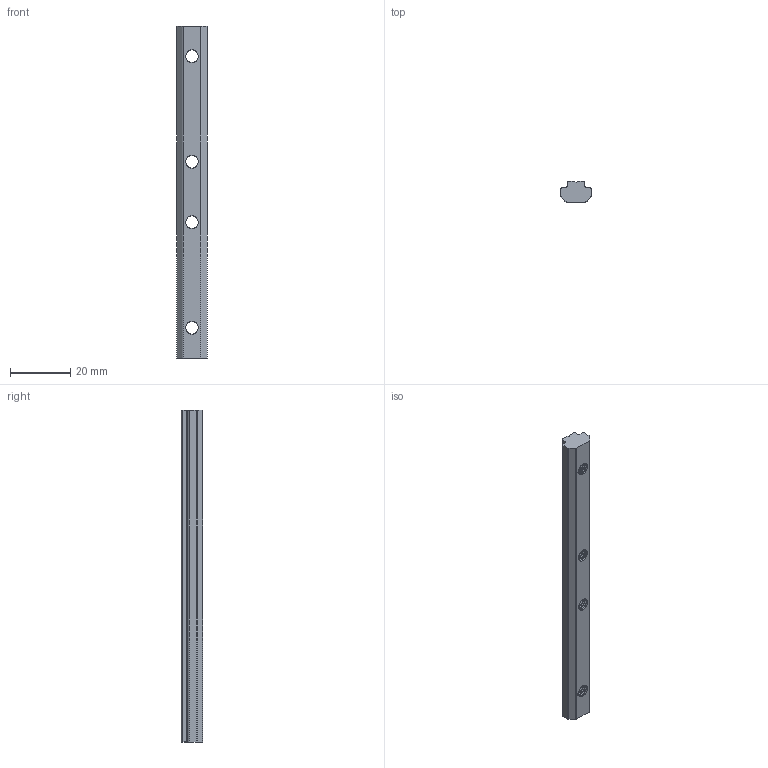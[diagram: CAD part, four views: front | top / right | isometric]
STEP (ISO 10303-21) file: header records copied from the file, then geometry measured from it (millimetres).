
FILE_DESCRIPTION (( 'STEP AP214' ), '1' );
FILE_NAME ('30槽条连接件（国标）.STEP', '2019-07-26T00:47:23', ( '微软用户' ), ( '微软中国' ), 'SwSTEP 2.0', 'SolidWorks 2015', '' );
FILE_SCHEMA (( 'AUTOMOTIVE_DESIGN' ));
Length unit declared in the file: millimetre
Products named in the file (1): 30羞沭蟀諉璃ㄗ弊梓ㄘ
Bounding box: 10 x 7 x 110 mm (x, y, z)
Volume: 5672 mm3; surface area: 4005.2 mm2
Topology: 1 solids, 1 shells, 354 faces, 1033 edges, 686 vertices
Faces by surface type: cylinder 157, plane 153, bspline 44
Entity records: 22211 total; most frequent: CARTESIAN_POINT 13746, ORIENTED_EDGE 2066, DIRECTION 1277, EDGE_CURVE 1033, VERTEX_POINT 686, VECTOR 567, LINE 567, B_SPLINE_CURVE_WITH_KNOTS 390
